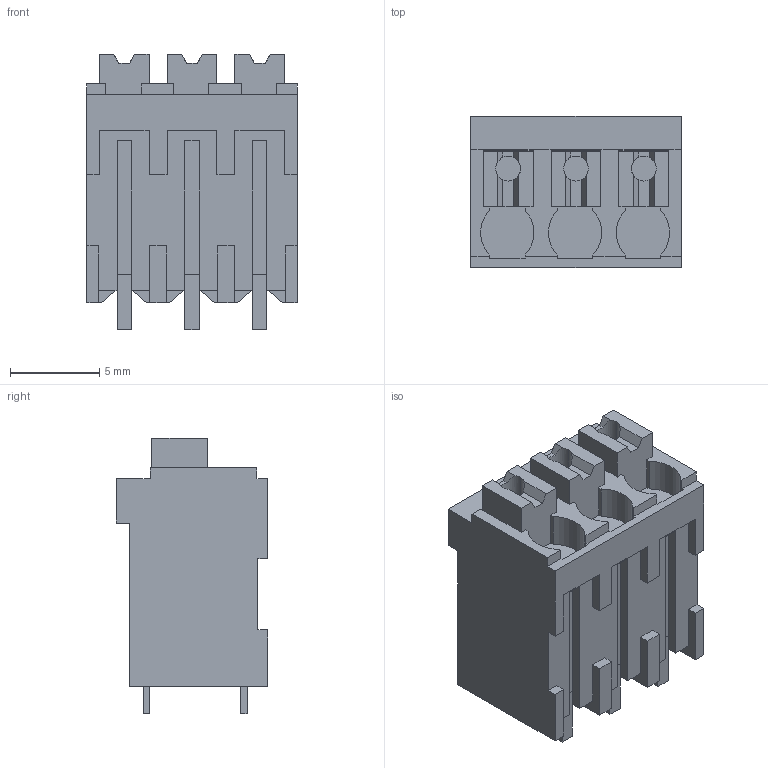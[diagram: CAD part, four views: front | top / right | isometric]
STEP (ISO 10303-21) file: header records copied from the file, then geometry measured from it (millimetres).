
FILE_DESCRIPTION(('CATIA V5 STEP Exchange','CAx-IF Rec.Pracs.--- Model Styling and Organization---1.2---2011-12-15'),'2;1');
FILE_NAME ('D1458106_0_1875330000_1875330000.stp','2018-03-20T06:33:31+00:00',('none'),('Weidmueller'),'CATIA Version 5-6 Release 2014','CATIA V5 STEP AP214','none');
FILE_SCHEMA(('AUTOMOTIVE_DESIGN { 1 0 10303 214 1 1 1 1 }'));
Length unit declared in the file: millimetre
Products named in the file (1): 1875330000
Bounding box: 11.82 x 8.5 x 15.45 mm (x, y, z)
Volume: 955.1 mm3; surface area: 1143.3 mm2
Topology: 10 solids, 10 shells, 235 faces, 633 edges, 418 vertices
Faces by surface type: plane 223, cylinder 12
Entity records: 7171 total; most frequent: CARTESIAN_POINT 1338, ORIENTED_EDGE 1266, DIRECTION 983, EDGE_CURVE 633, VECTOR 585, LINE 585, VERTEX_POINT 418, ADVANCED_FACE 235
